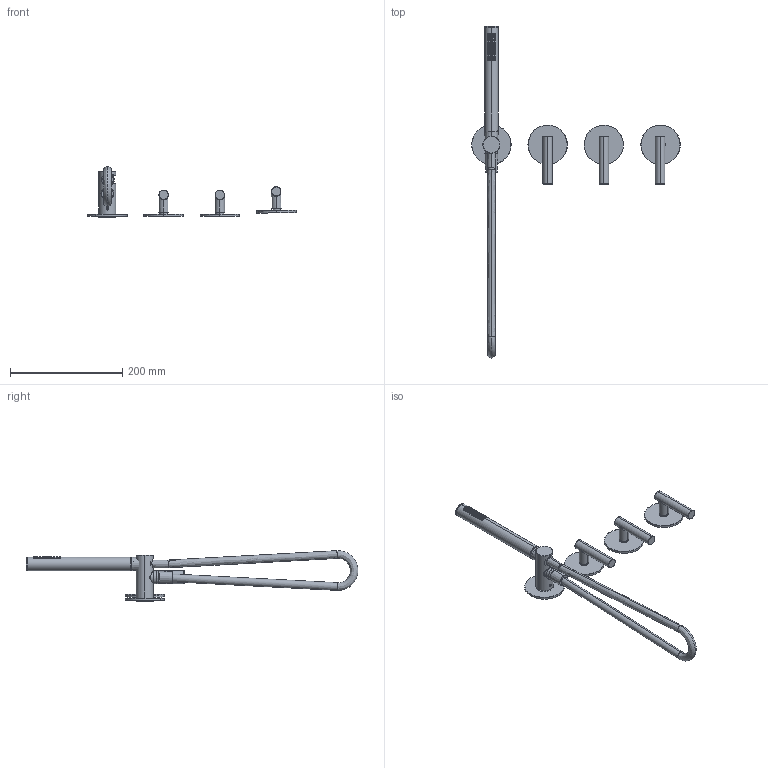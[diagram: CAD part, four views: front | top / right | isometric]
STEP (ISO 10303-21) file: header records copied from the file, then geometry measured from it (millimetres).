
FILE_DESCRIPTION (( 'STEP AP214' ), '1' );
FILE_NAME ('MRS.0003.STEP', '2023-01-05T08:56:40', ( 'Solid' ), ( '' ), 'SwSTEP 2.0', 'SolidWorks 2019', '' );
FILE_SCHEMA (( 'AUTOMOTIVE_DESIGN' ));
Length unit declared in the file: millimetre
Products named in the file (9): CRW.0006.STEP; 0044.000.25.STEP.STEP; CHUVEIRO MAO.STEP.STEP; MANIPULO 11.3; 0046.000.03.STEP.STEP; C35.0023.STEP.STEP; MRS.0003; FLEXIVEL_TOMADA__GUA_CILINDRICA_LATERAL_PARA_MON_AO_CHAO.STEP.STEP; 0039.006.00.STEP.STEP
Assembly tree (10 placements, depth 4):
  MRS.0003
    CRW.0006.STEP
      C35.0023.STEP.STEP
        FLEXIVEL_TOMADA__GUA_CILINDRICA_LATERAL_PARA_MON_AO_CHAO.STEP.STEP
        0044.000.25.STEP.STEP
        0046.000.03.STEP.STEP
        0039.006.00.STEP.STEP
        CHUVEIRO MAO.STEP.STEP
    MANIPULO 11.3  x3
Bounding box: 370.76 x 590.57 x 90.02 mm (x, y, z)
Volume: 396859.1 mm3; surface area: 129482 mm2
Topology: 16 solids, 16 shells, 809 faces, 1882 edges, 1204 vertices
Faces by surface type: bspline 264, cylinder 246, plane 119, cone 110, torus 66, sphere 4
Entity records: 57189 total; most frequent: CARTESIAN_POINT 40677, ORIENTED_EDGE 3472, DIRECTION 2292, EDGE_CURVE 1736, VERTEX_POINT 1116, AXIS2_PLACEMENT_3D 997, B_SPLINE_CURVE_WITH_KNOTS 931, EDGE_LOOP 848
